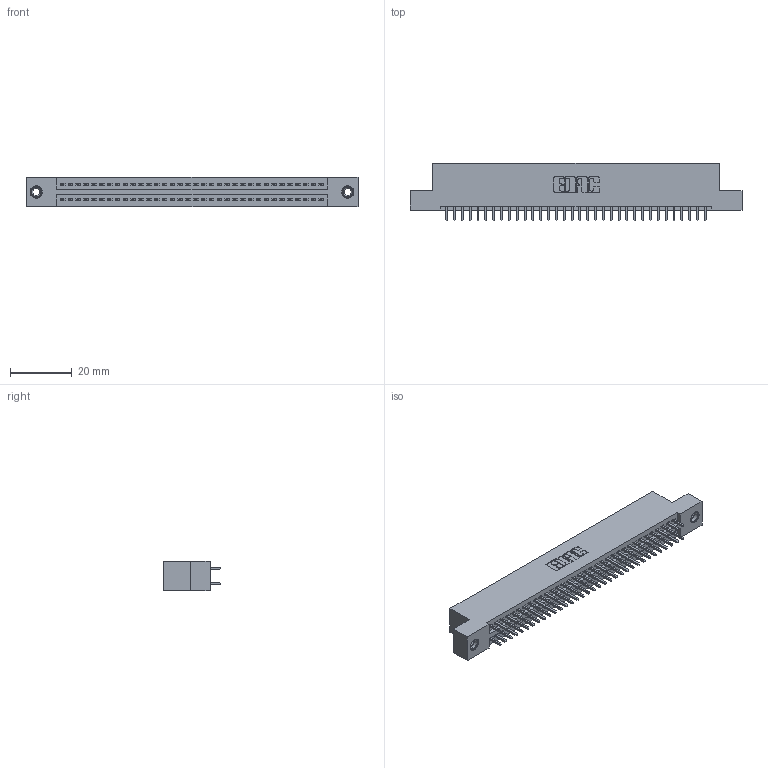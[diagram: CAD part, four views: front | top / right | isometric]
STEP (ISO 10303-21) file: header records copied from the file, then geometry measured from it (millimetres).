
FILE_DESCRIPTION (( 'STEP AP203' ), '1' );
FILE_NAME ('395-068-521-208.STEP', '2018-11-25T12:54:56', ( '' ), ( '' ), 'SwSTEP 2.0', 'SolidWorks 2016', '' );
FILE_SCHEMA (( 'CONFIG_CONTROL_DESIGN' ));
Length unit declared in the file: inch
Products named in the file (4): 345-250-001_345-250-003-102; 395-068-521-208; 345 Part_Flush Mounting Lugs - 0.156 Dia-TI; 345-292-001_345-293-121
Assembly tree (71 placements, depth 2):
  395-068-521-208
    345 Part_Flush Mounting Lugs - 0.156 Dia-TI
    345-292-001_345-293-121  x68
    345-250-001_345-250-003-102  x2
Bounding box: 107.57 x 18.72 x 9.4 mm (x, y, z)
Volume: 10340.8 mm3; surface area: 14963.3 mm2
Topology: 71 solids, 71 shells, 3586 faces, 10609 edges, 6974 vertices
Faces by surface type: plane 2356, cylinder 1214, cone 12, torus 4
Entity records: 28958 total; most frequent: CARTESIAN_POINT 4843, ORIENTED_EDGE 4770, DIRECTION 4307, EDGE_CURVE 2385, LINE 2097, VECTOR 2097, VERTEX_POINT 1584, AXIS2_PLACEMENT_3D 1105
